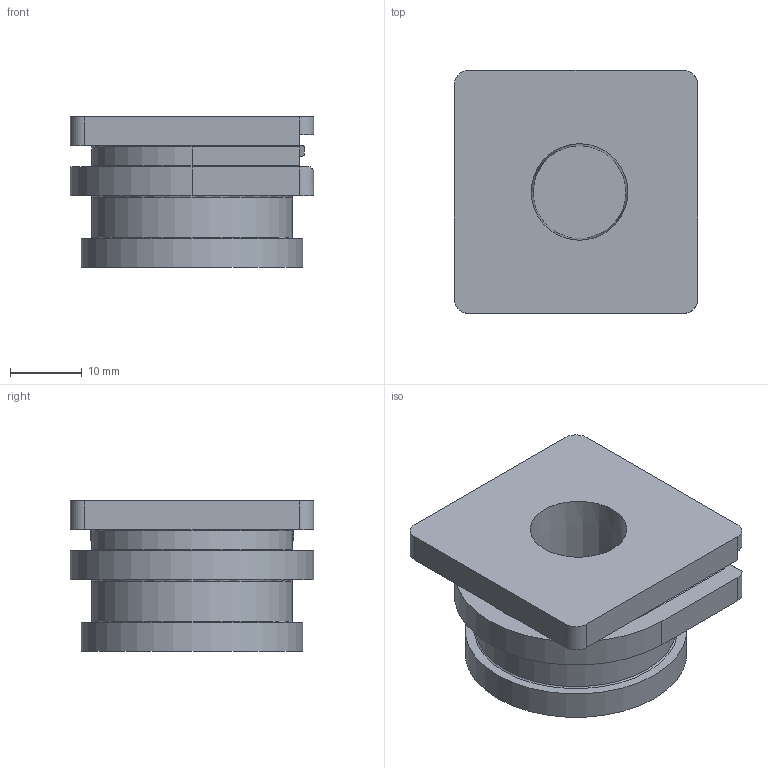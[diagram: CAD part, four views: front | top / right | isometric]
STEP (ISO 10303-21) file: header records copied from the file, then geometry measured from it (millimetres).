
FILE_DESCRIPTION(/* description */ (''),/* implementation_level */ '2;1');
FILE_NAME(/* name */ '100617354ugm000_a.stp',/* time_stamp */ '2015-03-25T08:13:36+01:00',/* author */ (''),/* organization */ (''),/* preprocessor_version */ 'ST-DEVELOPER v15',/* originating_system */ 'SIEMENS PLM Software NX 8.5',/* authorisation */ '');
FILE_SCHEMA (('AUTOMOTIVE_DESIGN { 1 0 10303 214 3 1 1 1 }'));
Length unit declared in the file: millimetre
Products named in the file (1): 100617354ugm000_a
Bounding box: 34 x 34 x 21 mm (x, y, z)
Volume: 14840.8 mm3; surface area: 6187.5 mm2
Topology: 1 solids, 1 shells, 86 faces, 215 edges, 152 vertices
Faces by surface type: plane 41, cylinder 32, bspline 12, cone 1
Full cylindrical faces by diameter (mm): 0.394 x1, 28 x1, 31 x1
Entity records: 2979 total; most frequent: CARTESIAN_POINT 788, DIRECTION 413, ORIENTED_EDGE 392, EDGE_CURVE 196, AXIS2_PLACEMENT_3D 146, VERTEX_POINT 126, LINE 121, VECTOR 121
